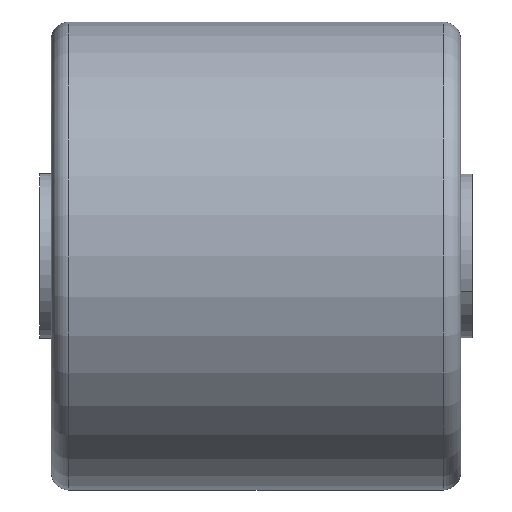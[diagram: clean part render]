
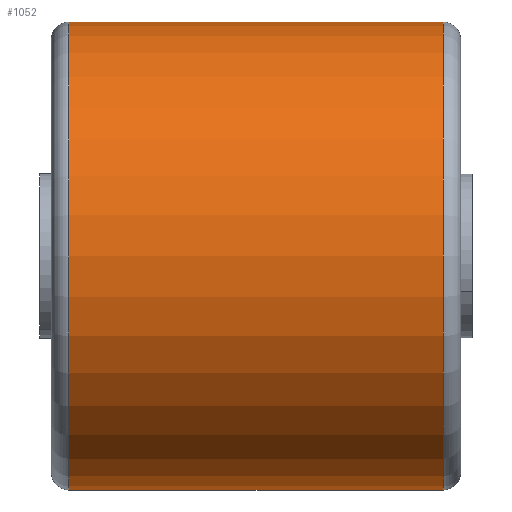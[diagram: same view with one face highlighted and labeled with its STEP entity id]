
A CAD part, front view. The second image highlights one B-rep face of the part: STEP entity #1052.
In plain terms, the highlighted cylindrical face has radius 40 mm (diameter 80 mm), a partial arc.
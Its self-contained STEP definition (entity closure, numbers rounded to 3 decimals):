
#21 = EDGE_CURVE ( 'NONE', #2199, #1913, #1476, .T. ) ;
#72 = DIRECTION ( 'NONE',  ( -1., 0., 0. ) ) ;
#170 = DIRECTION ( 'NONE',  ( -1., 0., 0. ) ) ;
#352 = VERTEX_POINT ( 'NONE', #2268 ) ;
#359 = CARTESIAN_POINT ( 'NONE',  ( 0., 0., 40. ) ) ;
#363 = CARTESIAN_POINT ( 'NONE',  ( 3., 0., 40. ) ) ;
#417 = LINE ( 'NONE', #1894, #1932 ) ;
#433 = VERTEX_POINT ( 'NONE', #488 ) ;
#462 = CARTESIAN_POINT ( 'NONE',  ( 0., 0., 0. ) ) ;
#488 = CARTESIAN_POINT ( 'NONE',  ( 67., 0., -40. ) ) ;
#509 = ORIENTED_EDGE ( 'NONE', *, *, #1524, .F. ) ;
#518 = DIRECTION ( 'NONE',  ( -1., 0., 0. ) ) ;
#568 = ORIENTED_EDGE ( 'NONE', *, *, #21, .T. ) ;
#685 = AXIS2_PLACEMENT_3D ( 'NONE', #2006, #817, #2213 ) ;
#730 = FACE_OUTER_BOUND ( 'NONE', #2108, .T. ) ;
#817 = DIRECTION ( 'NONE',  ( 1., 0., 0. ) ) ;
#1001 = CIRCLE ( 'NONE', #1164, 40. ) ;
#1052 = ADVANCED_FACE ( 'NONE', ( #730 ), #2048, .T. ) ;
#1164 = AXIS2_PLACEMENT_3D ( 'NONE', #1241, #72, #1435 ) ;
#1241 = CARTESIAN_POINT ( 'NONE',  ( 67., 0., 0. ) ) ;
#1272 = DIRECTION ( 'NONE',  ( -1., 0., 0. ) ) ;
#1311 = AXIS2_PLACEMENT_3D ( 'NONE', #462, #1272, #2039 ) ;
#1415 = ORIENTED_EDGE ( 'NONE', *, *, #2456, .T. ) ;
#1435 = DIRECTION ( 'NONE',  ( 0., 0., 1. ) ) ;
#1476 = LINE ( 'NONE', #359, #1943 ) ;
#1524 = EDGE_CURVE ( 'NONE', #433, #352, #417, .T. ) ;
#1733 = ORIENTED_EDGE ( 'NONE', *, *, #2140, .T. ) ;
#1894 = CARTESIAN_POINT ( 'NONE',  ( 0., 0., -40. ) ) ;
#1913 = VERTEX_POINT ( 'NONE', #363 ) ;
#1932 = VECTOR ( 'NONE', #518, 1000. ) ;
#1943 = VECTOR ( 'NONE', #170, 1000. ) ;
#2006 = CARTESIAN_POINT ( 'NONE',  ( 3., 0., 0. ) ) ;
#2012 = CARTESIAN_POINT ( 'NONE',  ( 67., 0., 40. ) ) ;
#2039 = DIRECTION ( 'NONE',  ( 0., 0., 1. ) ) ;
#2048 = CYLINDRICAL_SURFACE ( 'NONE', #1311, 40. ) ;
#2054 = CIRCLE ( 'NONE', #685, 40. ) ;
#2108 = EDGE_LOOP ( 'NONE', ( #509, #1415, #568, #1733 ) ) ;
#2140 = EDGE_CURVE ( 'NONE', #1913, #352, #2054, .T. ) ;
#2199 = VERTEX_POINT ( 'NONE', #2012 ) ;
#2213 = DIRECTION ( 'NONE',  ( 0., 0., -1. ) ) ;
#2268 = CARTESIAN_POINT ( 'NONE',  ( 3., 0., -40. ) ) ;
#2456 = EDGE_CURVE ( 'NONE', #433, #2199, #1001, .T. ) ;
